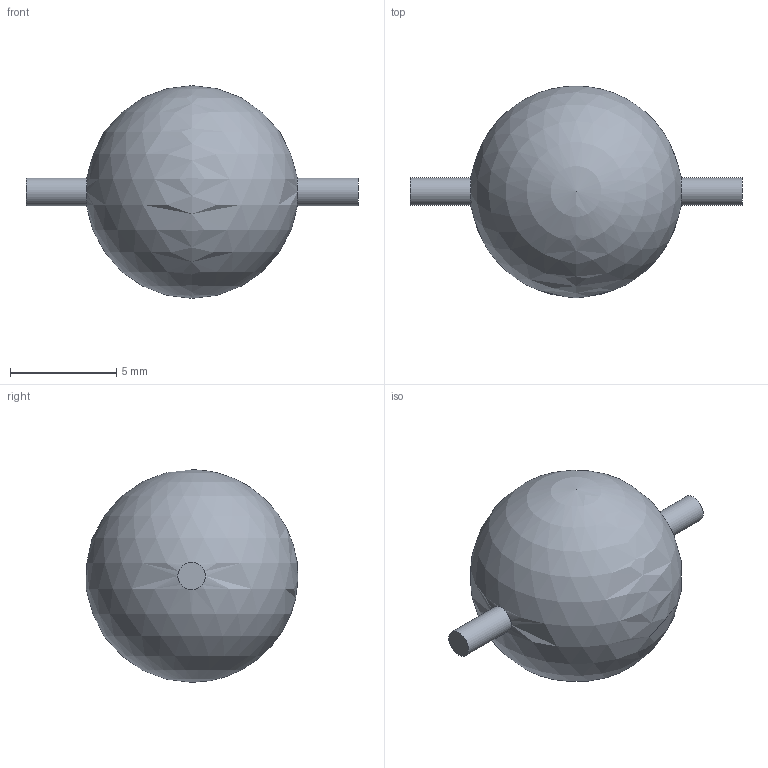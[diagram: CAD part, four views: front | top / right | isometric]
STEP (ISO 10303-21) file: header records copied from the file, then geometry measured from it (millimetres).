
FILE_DESCRIPTION(('FreeCAD Model'),'2;1');
FILE_NAME('kulka10mm.step', '2018-01-10T11:18:48',('Author'),(''), 'Open CASCADE STEP processor 6.8','FreeCAD','Unknown');
FILE_SCHEMA(('AUTOMOTIVE_DESIGN_CC2 { 1 2 10303 214 -1 1 5 4 }'));
Length unit declared in the file: millimetre
Products named in the file (1): Compound
Bounding box: 15.61 x 9.96 x 10 mm (x, y, z)
Volume: 531.1 mm3; surface area: 418.4 mm2
Topology: 2 solids, 2 shells, 5 faces, 10 edges, 7 vertices
Faces by surface type: cylinder 2, plane 2, sphere 1
Full cylindrical faces by diameter (mm): 1.3 x2
Entity records: 334 total; most frequent: CARTESIAN_POINT 79, DIRECTION 43, ORIENTED_EDGE 18, PCURVE 18, DEFINITIONAL_REPRESENTATION 18, LINE 15, VECTOR 15, AXIS2_PLACEMENT_3D 13
